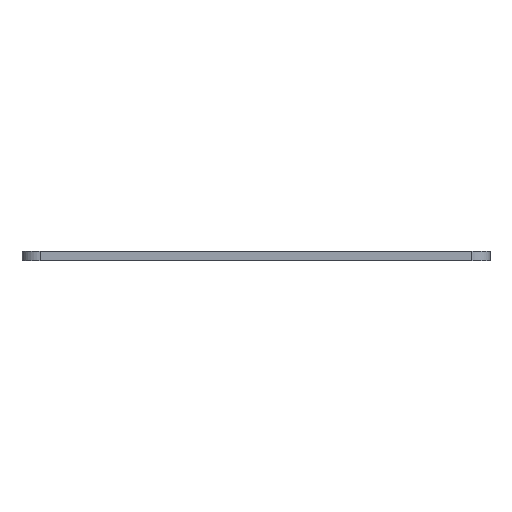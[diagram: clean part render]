
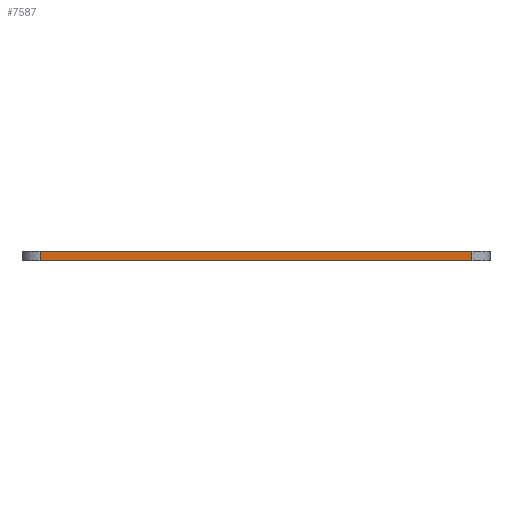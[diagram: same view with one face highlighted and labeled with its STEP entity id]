
A CAD part, left-side view. The second image highlights one B-rep face of the part: STEP entity #7587.
In plain terms, the highlighted planar face has unit normal (-1, 0, 0).
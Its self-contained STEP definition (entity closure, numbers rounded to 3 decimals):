
#83 = PLANE('',#84);
#84 = AXIS2_PLACEMENT_3D('',#85,#86,#87);
#85 = CARTESIAN_POINT('',(152.231,-90.495,1.6));
#86 = DIRECTION('',(0.,0.,1.));
#87 = DIRECTION('',(1.,0.,-0.));
#137 = PLANE('',#138);
#138 = AXIS2_PLACEMENT_3D('',#139,#140,#141);
#139 = CARTESIAN_POINT('',(152.231,-90.495,0.));
#140 = DIRECTION('',(0.,0.,1.));
#141 = DIRECTION('',(1.,0.,-0.));
#334 = VERTEX_POINT('',#335);
#335 = CARTESIAN_POINT('',(87.5,-54.,0.));
#350 = CYLINDRICAL_SURFACE('',#351,3.);
#351 = AXIS2_PLACEMENT_3D('',#352,#353,#354);
#352 = CARTESIAN_POINT('',(90.5,-54.,0.));
#353 = DIRECTION('',(-0.,-0.,-1.));
#354 = DIRECTION('',(1.,0.,-0.));
#362 = EDGE_CURVE('',#334,#363,#365,.T.);
#363 = VERTEX_POINT('',#364);
#364 = CARTESIAN_POINT('',(87.5,-126.,0.));
#365 = SURFACE_CURVE('',#366,(#370,#377),.PCURVE_S1.);
#366 = LINE('',#367,#368);
#367 = CARTESIAN_POINT('',(87.5,-54.,0.));
#368 = VECTOR('',#369,1.);
#369 = DIRECTION('',(0.,-1.,0.));
#370 = PCURVE('',#137,#371);
#371 = DEFINITIONAL_REPRESENTATION('',(#372),#376);
#372 = LINE('',#373,#374);
#373 = CARTESIAN_POINT('',(-64.731,36.495));
#374 = VECTOR('',#375,1.);
#375 = DIRECTION('',(0.,-1.));
#376 = ( GEOMETRIC_REPRESENTATION_CONTEXT(2) 
PARAMETRIC_REPRESENTATION_CONTEXT() REPRESENTATION_CONTEXT('2D SPACE',''
  ) );
#377 = PCURVE('',#378,#383);
#378 = PLANE('',#379);
#379 = AXIS2_PLACEMENT_3D('',#380,#381,#382);
#380 = CARTESIAN_POINT('',(87.5,-54.,0.));
#381 = DIRECTION('',(1.,0.,-0.));
#382 = DIRECTION('',(0.,-1.,0.));
#383 = DEFINITIONAL_REPRESENTATION('',(#384),#388);
#384 = LINE('',#385,#386);
#385 = CARTESIAN_POINT('',(0.,0.));
#386 = VECTOR('',#387,1.);
#387 = DIRECTION('',(1.,0.));
#388 = ( GEOMETRIC_REPRESENTATION_CONTEXT(2) 
PARAMETRIC_REPRESENTATION_CONTEXT() REPRESENTATION_CONTEXT('2D SPACE',''
  ) );
#407 = CYLINDRICAL_SURFACE('',#408,3.);
#408 = AXIS2_PLACEMENT_3D('',#409,#410,#411);
#409 = CARTESIAN_POINT('',(90.5,-126.,0.));
#410 = DIRECTION('',(-0.,-0.,-1.));
#411 = DIRECTION('',(1.,0.,-0.));
#4223 = VERTEX_POINT('',#4224);
#4224 = CARTESIAN_POINT('',(87.5,-54.,1.6));
#4246 = EDGE_CURVE('',#4223,#4247,#4249,.T.);
#4247 = VERTEX_POINT('',#4248);
#4248 = CARTESIAN_POINT('',(87.5,-126.,1.6));
#4249 = SURFACE_CURVE('',#4250,(#4254,#4261),.PCURVE_S1.);
#4250 = LINE('',#4251,#4252);
#4251 = CARTESIAN_POINT('',(87.5,-54.,1.6));
#4252 = VECTOR('',#4253,1.);
#4253 = DIRECTION('',(0.,-1.,0.));
#4254 = PCURVE('',#83,#4255);
#4255 = DEFINITIONAL_REPRESENTATION('',(#4256),#4260);
#4256 = LINE('',#4257,#4258);
#4257 = CARTESIAN_POINT('',(-64.731,36.495));
#4258 = VECTOR('',#4259,1.);
#4259 = DIRECTION('',(0.,-1.));
#4260 = ( GEOMETRIC_REPRESENTATION_CONTEXT(2) 
PARAMETRIC_REPRESENTATION_CONTEXT() REPRESENTATION_CONTEXT('2D SPACE',''
  ) );
#4261 = PCURVE('',#378,#4262);
#4262 = DEFINITIONAL_REPRESENTATION('',(#4263),#4267);
#4263 = LINE('',#4264,#4265);
#4264 = CARTESIAN_POINT('',(0.,-1.6));
#4265 = VECTOR('',#4266,1.);
#4266 = DIRECTION('',(1.,0.));
#4267 = ( GEOMETRIC_REPRESENTATION_CONTEXT(2) 
PARAMETRIC_REPRESENTATION_CONTEXT() REPRESENTATION_CONTEXT('2D SPACE',''
  ) );
#7539 = EDGE_CURVE('',#334,#4223,#7540,.T.);
#7540 = SURFACE_CURVE('',#7541,(#7545,#7552),.PCURVE_S1.);
#7541 = LINE('',#7542,#7543);
#7542 = CARTESIAN_POINT('',(87.5,-54.,0.));
#7543 = VECTOR('',#7544,1.);
#7544 = DIRECTION('',(0.,0.,1.));
#7545 = PCURVE('',#350,#7546);
#7546 = DEFINITIONAL_REPRESENTATION('',(#7547),#7551);
#7547 = LINE('',#7548,#7549);
#7548 = CARTESIAN_POINT('',(-3.142,0.));
#7549 = VECTOR('',#7550,1.);
#7550 = DIRECTION('',(-0.,-1.));
#7551 = ( GEOMETRIC_REPRESENTATION_CONTEXT(2) 
PARAMETRIC_REPRESENTATION_CONTEXT() REPRESENTATION_CONTEXT('2D SPACE',''
  ) );
#7552 = PCURVE('',#378,#7553);
#7553 = DEFINITIONAL_REPRESENTATION('',(#7554),#7558);
#7554 = LINE('',#7555,#7556);
#7555 = CARTESIAN_POINT('',(0.,0.));
#7556 = VECTOR('',#7557,1.);
#7557 = DIRECTION('',(0.,-1.));
#7558 = ( GEOMETRIC_REPRESENTATION_CONTEXT(2) 
PARAMETRIC_REPRESENTATION_CONTEXT() REPRESENTATION_CONTEXT('2D SPACE',''
  ) );
#7587 = ADVANCED_FACE('',(#7588),#378,.F.);
#7588 = FACE_BOUND('',#7589,.F.);
#7589 = EDGE_LOOP('',(#7590,#7591,#7592,#7613));
#7590 = ORIENTED_EDGE('',*,*,#7539,.T.);
#7591 = ORIENTED_EDGE('',*,*,#4246,.T.);
#7592 = ORIENTED_EDGE('',*,*,#7593,.F.);
#7593 = EDGE_CURVE('',#363,#4247,#7594,.T.);
#7594 = SURFACE_CURVE('',#7595,(#7599,#7606),.PCURVE_S1.);
#7595 = LINE('',#7596,#7597);
#7596 = CARTESIAN_POINT('',(87.5,-126.,0.));
#7597 = VECTOR('',#7598,1.);
#7598 = DIRECTION('',(0.,0.,1.));
#7599 = PCURVE('',#378,#7600);
#7600 = DEFINITIONAL_REPRESENTATION('',(#7601),#7605);
#7601 = LINE('',#7602,#7603);
#7602 = CARTESIAN_POINT('',(72.,0.));
#7603 = VECTOR('',#7604,1.);
#7604 = DIRECTION('',(0.,-1.));
#7605 = ( GEOMETRIC_REPRESENTATION_CONTEXT(2) 
PARAMETRIC_REPRESENTATION_CONTEXT() REPRESENTATION_CONTEXT('2D SPACE',''
  ) );
#7606 = PCURVE('',#407,#7607);
#7607 = DEFINITIONAL_REPRESENTATION('',(#7608),#7612);
#7608 = LINE('',#7609,#7610);
#7609 = CARTESIAN_POINT('',(-3.142,0.));
#7610 = VECTOR('',#7611,1.);
#7611 = DIRECTION('',(-0.,-1.));
#7612 = ( GEOMETRIC_REPRESENTATION_CONTEXT(2) 
PARAMETRIC_REPRESENTATION_CONTEXT() REPRESENTATION_CONTEXT('2D SPACE',''
  ) );
#7613 = ORIENTED_EDGE('',*,*,#362,.F.);
